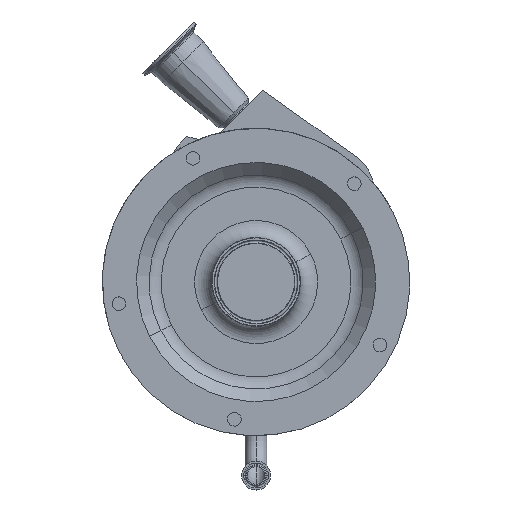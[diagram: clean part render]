
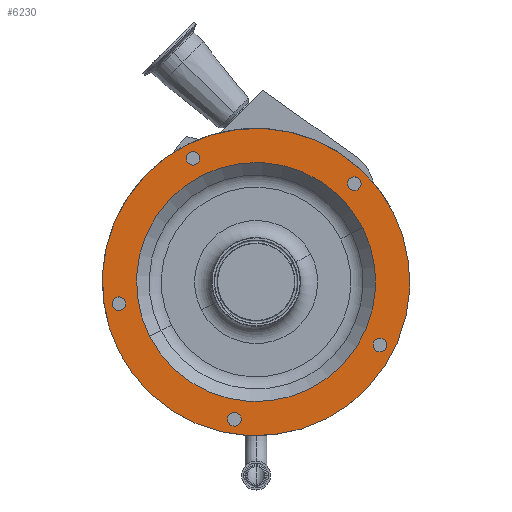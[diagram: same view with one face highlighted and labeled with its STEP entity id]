
A CAD part, top view. The second image highlights one B-rep face of the part: STEP entity #6230.
In plain terms, the highlighted planar face has unit normal (0, 0, 1).
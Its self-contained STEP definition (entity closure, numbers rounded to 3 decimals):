
#138 = ORIENTED_EDGE ( 'NONE', *, *, #14183, .F. ) ;
#197 = CARTESIAN_POINT ( 'NONE',  ( 86.267, 86.267, 250.5 ) ) ;
#506 = AXIS2_PLACEMENT_3D ( 'NONE', #12347, #13445, #8093 ) ;
#523 = CARTESIAN_POINT ( 'NONE',  ( 108.703, -55.387, 250.5 ) ) ;
#798 = CARTESIAN_POINT ( 'NONE',  ( -19.085, -120.498, 250.5 ) ) ;
#812 = FACE_BOUND ( 'NONE', #3001, .T. ) ;
#911 = EDGE_CURVE ( 'NONE', #16204, #17610, #16651, .T. ) ;
#1057 = CIRCLE ( 'NONE', #11206, 6. ) ;
#1236 = CARTESIAN_POINT ( 'NONE',  ( 88.991, 91.613, 250.5 ) ) ;
#1300 = CIRCLE ( 'NONE', #4186, 6. ) ;
#1313 = DIRECTION ( 'NONE',  ( 0.891, 0.454, 0. ) ) ;
#1370 = EDGE_CURVE ( 'NONE', #16009, #3782, #3304, .T. ) ;
#1382 = CARTESIAN_POINT ( 'NONE',  ( 0., 0., 250.5 ) ) ;
#1466 = ORIENTED_EDGE ( 'NONE', *, *, #8116, .F. ) ;
#1568 = CIRCLE ( 'NONE', #13755, 6. ) ;
#1659 = AXIS2_PLACEMENT_3D ( 'NONE', #6944, #10947, #1313 ) ;
#1668 = FACE_OUTER_BOUND ( 'NONE', #17741, .T. ) ;
#1830 = VERTEX_POINT ( 'NONE', #7424 ) ;
#1945 = VERTEX_POINT ( 'NONE', #16785 ) ;
#2148 = CIRCLE ( 'NONE', #6213, 6. ) ;
#2156 = CARTESIAN_POINT ( 'NONE',  ( -55.387, 108.703, 250.5 ) ) ;
#2179 = FACE_BOUND ( 'NONE', #3919, .T. ) ;
#2214 = ORIENTED_EDGE ( 'NONE', *, *, #8989, .F. ) ;
#2397 = DIRECTION ( 'NONE',  ( 0.891, 0.454, 0. ) ) ;
#2590 = EDGE_LOOP ( 'NONE', ( #5755, #2214 ) ) ;
#2635 = VERTEX_POINT ( 'NONE', #9056 ) ;
#2672 = CARTESIAN_POINT ( 'NONE',  ( 86.267, 86.267, 250.5 ) ) ;
#2700 = ORIENTED_EDGE ( 'NONE', *, *, #12605, .F. ) ;
#2773 = ORIENTED_EDGE ( 'NONE', *, *, #3334, .F. ) ;
#2843 = ORIENTED_EDGE ( 'NONE', *, *, #9119, .F. ) ;
#3001 = EDGE_LOOP ( 'NONE', ( #3199, #14045 ) ) ;
#3026 = ORIENTED_EDGE ( 'NONE', *, *, #15907, .T. ) ;
#3199 = ORIENTED_EDGE ( 'NONE', *, *, #15465, .F. ) ;
#3304 = CIRCLE ( 'NONE', #4161, 135. ) ;
#3334 = EDGE_CURVE ( 'NONE', #8554, #10993, #15223, .T. ) ;
#3359 = EDGE_CURVE ( 'NONE', #8341, #1945, #1300, .T. ) ;
#3434 = DIRECTION ( 'NONE',  ( 0.891, 0.454, 0. ) ) ;
#3782 = VERTEX_POINT ( 'NONE', #15477 ) ;
#3919 = EDGE_LOOP ( 'NONE', ( #1466, #2700 ) ) ;
#3989 = DIRECTION ( 'NONE',  ( 0., -1., 0. ) ) ;
#3990 = AXIS2_PLACEMENT_3D ( 'NONE', #2156, #6516, #3434 ) ;
#4161 = AXIS2_PLACEMENT_3D ( 'NONE', #9520, #14794, #5077 ) ;
#4186 = AXIS2_PLACEMENT_3D ( 'NONE', #197, #11273, #6837 ) ;
#4288 = DIRECTION ( 'NONE',  ( 0., 0., 1. ) ) ;
#4289 = VERTEX_POINT ( 'NONE', #11349 ) ;
#4430 = CARTESIAN_POINT ( 'NONE',  ( -115.152, -16.361, 250.5 ) ) ;
#4709 = AXIS2_PLACEMENT_3D ( 'NONE', #17500, #12022, #2397 ) ;
#4733 = CARTESIAN_POINT ( 'NONE',  ( 108.703, -55.387, 250.5 ) ) ;
#5077 = DIRECTION ( 'NONE',  ( 0.891, 0.454, 0. ) ) ;
#5258 = CARTESIAN_POINT ( 'NONE',  ( -17.706, 34.749, 250.5 ) ) ;
#5492 = CARTESIAN_POINT ( 'NONE',  ( -120.498, -19.085, 250.5 ) ) ;
#5611 = AXIS2_PLACEMENT_3D ( 'NONE', #5492, #15218, #12754 ) ;
#5729 = VERTEX_POINT ( 'NONE', #4430 ) ;
#5735 = CIRCLE ( 'NONE', #3990, 6. ) ;
#5755 = ORIENTED_EDGE ( 'NONE', *, *, #3359, .F. ) ;
#6162 = CARTESIAN_POINT ( 'NONE',  ( 102.777, -54.448, 250.5 ) ) ;
#6213 = AXIS2_PLACEMENT_3D ( 'NONE', #523, #14153, #7429 ) ;
#6230 = ADVANCED_FACE ( 'NONE', ( #1668, #7723, #15579, #2179, #13257, #812, #6354 ), #17452, .F. ) ;
#6260 = DIRECTION ( 'NONE',  ( 0.891, 0.454, 0. ) ) ;
#6354 = FACE_BOUND ( 'NONE', #6772, .T. ) ;
#6516 = DIRECTION ( 'NONE',  ( 0., 0., 1. ) ) ;
#6772 = EDGE_LOOP ( 'NONE', ( #2773, #15934 ) ) ;
#6837 = DIRECTION ( 'NONE',  ( 0.707, -0.707, 0. ) ) ;
#6944 = CARTESIAN_POINT ( 'NONE',  ( 0., 0., 250.5 ) ) ;
#7383 = VERTEX_POINT ( 'NONE', #16658 ) ;
#7424 = CARTESIAN_POINT ( 'NONE',  ( -20.024, -114.572, 250.5 ) ) ;
#7429 = DIRECTION ( 'NONE',  ( -0.454, -0.891, 0. ) ) ;
#7723 = FACE_BOUND ( 'NONE', #2590, .T. ) ;
#7901 = DIRECTION ( 'NONE',  ( -0.988, 0.156, 0. ) ) ;
#7965 = CIRCLE ( 'NONE', #15815, 6. ) ;
#8093 = DIRECTION ( 'NONE',  ( -0.156, 0.988, 0. ) ) ;
#8116 = EDGE_CURVE ( 'NONE', #4289, #1830, #1568, .T. ) ;
#8341 = VERTEX_POINT ( 'NONE', #1236 ) ;
#8554 = VERTEX_POINT ( 'NONE', #14044 ) ;
#8989 = EDGE_CURVE ( 'NONE', #1945, #8341, #10863, .T. ) ;
#9056 = CARTESIAN_POINT ( 'NONE',  ( -51.144, 104.46, 250.5 ) ) ;
#9119 = EDGE_CURVE ( 'NONE', #13938, #5729, #10553, .T. ) ;
#9158 = ORIENTED_EDGE ( 'NONE', *, *, #12003, .F. ) ;
#9379 = ORIENTED_EDGE ( 'NONE', *, *, #1370, .T. ) ;
#9399 = DIRECTION ( 'NONE',  ( 0., 0., 1. ) ) ;
#9437 = DIRECTION ( 'NONE',  ( 0., 0., -1. ) ) ;
#9488 = CIRCLE ( 'NONE', #1659, 135. ) ;
#9520 = CARTESIAN_POINT ( 'NONE',  ( 0., 0., 250.5 ) ) ;
#9997 = AXIS2_PLACEMENT_3D ( 'NONE', #2672, #9399, #14944 ) ;
#10077 = CIRCLE ( 'NONE', #506, 6. ) ;
#10279 = DIRECTION ( 'NONE',  ( -0.454, -0.891, 0. ) ) ;
#10521 = CARTESIAN_POINT ( 'NONE',  ( -55.387, 108.703, 250.5 ) ) ;
#10553 = CIRCLE ( 'NONE', #5611, 6. ) ;
#10863 = CIRCLE ( 'NONE', #9997, 6. ) ;
#10947 = DIRECTION ( 'NONE',  ( 0., 0., 1. ) ) ;
#10993 = VERTEX_POINT ( 'NONE', #14020 ) ;
#11206 = AXIS2_PLACEMENT_3D ( 'NONE', #10521, #13251, #6260 ) ;
#11273 = DIRECTION ( 'NONE',  ( 0., 0., 1. ) ) ;
#11349 = CARTESIAN_POINT ( 'NONE',  ( -18.146, -126.424, 250.5 ) ) ;
#11594 = EDGE_CURVE ( 'NONE', #10993, #8554, #11657, .T. ) ;
#11657 = CIRCLE ( 'NONE', #4709, 105. ) ;
#11779 = DIRECTION ( 'NONE',  ( 0., 0., 1. ) ) ;
#11883 = DIRECTION ( 'NONE',  ( 0., 0., 1. ) ) ;
#12003 = EDGE_CURVE ( 'NONE', #17610, #16204, #2148, .T. ) ;
#12022 = DIRECTION ( 'NONE',  ( 0., 0., 1. ) ) ;
#12347 = CARTESIAN_POINT ( 'NONE',  ( -120.498, -19.085, 250.5 ) ) ;
#12605 = EDGE_CURVE ( 'NONE', #1830, #4289, #7965, .T. ) ;
#12754 = DIRECTION ( 'NONE',  ( -0.156, 0.988, 0. ) ) ;
#13059 = ORIENTED_EDGE ( 'NONE', *, *, #911, .F. ) ;
#13189 = AXIS2_PLACEMENT_3D ( 'NONE', #1382, #4288, #16843 ) ;
#13251 = DIRECTION ( 'NONE',  ( 0., 0., 1. ) ) ;
#13257 = FACE_BOUND ( 'NONE', #13956, .T. ) ;
#13445 = DIRECTION ( 'NONE',  ( 0., 0., 1. ) ) ;
#13613 = CARTESIAN_POINT ( 'NONE',  ( -19.085, -120.498, 250.5 ) ) ;
#13724 = AXIS2_PLACEMENT_3D ( 'NONE', #4733, #14546, #10279 ) ;
#13755 = AXIS2_PLACEMENT_3D ( 'NONE', #798, #11779, #17354 ) ;
#13933 = EDGE_LOOP ( 'NONE', ( #13059, #9158 ) ) ;
#13938 = VERTEX_POINT ( 'NONE', #15237 ) ;
#13956 = EDGE_LOOP ( 'NONE', ( #2843, #138 ) ) ;
#14020 = CARTESIAN_POINT ( 'NONE',  ( -93.556, -47.669, 250.5 ) ) ;
#14044 = CARTESIAN_POINT ( 'NONE',  ( 93.556, 47.669, 250.5 ) ) ;
#14045 = ORIENTED_EDGE ( 'NONE', *, *, #16281, .F. ) ;
#14153 = DIRECTION ( 'NONE',  ( 0., 0., 1. ) ) ;
#14183 = EDGE_CURVE ( 'NONE', #5729, #13938, #10077, .T. ) ;
#14546 = DIRECTION ( 'NONE',  ( 0., 0., 1. ) ) ;
#14794 = DIRECTION ( 'NONE',  ( 0., 0., 1. ) ) ;
#14944 = DIRECTION ( 'NONE',  ( 0.707, -0.707, 0. ) ) ;
#15218 = DIRECTION ( 'NONE',  ( 0., 0., 1. ) ) ;
#15223 = CIRCLE ( 'NONE', #13189, 105. ) ;
#15237 = CARTESIAN_POINT ( 'NONE',  ( -125.844, -21.809, 250.5 ) ) ;
#15465 = EDGE_CURVE ( 'NONE', #7383, #2635, #1057, .T. ) ;
#15477 = CARTESIAN_POINT ( 'NONE',  ( 120.286, 61.289, 250.5 ) ) ;
#15534 = CARTESIAN_POINT ( 'NONE',  ( -120.286, -61.289, 250.5 ) ) ;
#15579 = FACE_BOUND ( 'NONE', #13933, .T. ) ;
#15815 = AXIS2_PLACEMENT_3D ( 'NONE', #13613, #11883, #7901 ) ;
#15907 = EDGE_CURVE ( 'NONE', #3782, #16009, #9488, .T. ) ;
#15934 = ORIENTED_EDGE ( 'NONE', *, *, #11594, .F. ) ;
#15977 = AXIS2_PLACEMENT_3D ( 'NONE', #5258, #9437, #3989 ) ;
#15983 = CARTESIAN_POINT ( 'NONE',  ( 114.629, -56.325, 250.5 ) ) ;
#16009 = VERTEX_POINT ( 'NONE', #15534 ) ;
#16204 = VERTEX_POINT ( 'NONE', #15983 ) ;
#16281 = EDGE_CURVE ( 'NONE', #2635, #7383, #5735, .T. ) ;
#16651 = CIRCLE ( 'NONE', #13724, 6. ) ;
#16658 = CARTESIAN_POINT ( 'NONE',  ( -59.629, 112.945, 250.5 ) ) ;
#16785 = CARTESIAN_POINT ( 'NONE',  ( 83.543, 80.921, 250.5 ) ) ;
#16843 = DIRECTION ( 'NONE',  ( 0.891, 0.454, 0. ) ) ;
#17354 = DIRECTION ( 'NONE',  ( -0.988, 0.156, 0. ) ) ;
#17452 = PLANE ( 'NONE',  #15977 ) ;
#17500 = CARTESIAN_POINT ( 'NONE',  ( 0., 0., 250.5 ) ) ;
#17610 = VERTEX_POINT ( 'NONE', #6162 ) ;
#17741 = EDGE_LOOP ( 'NONE', ( #3026, #9379 ) ) ;
